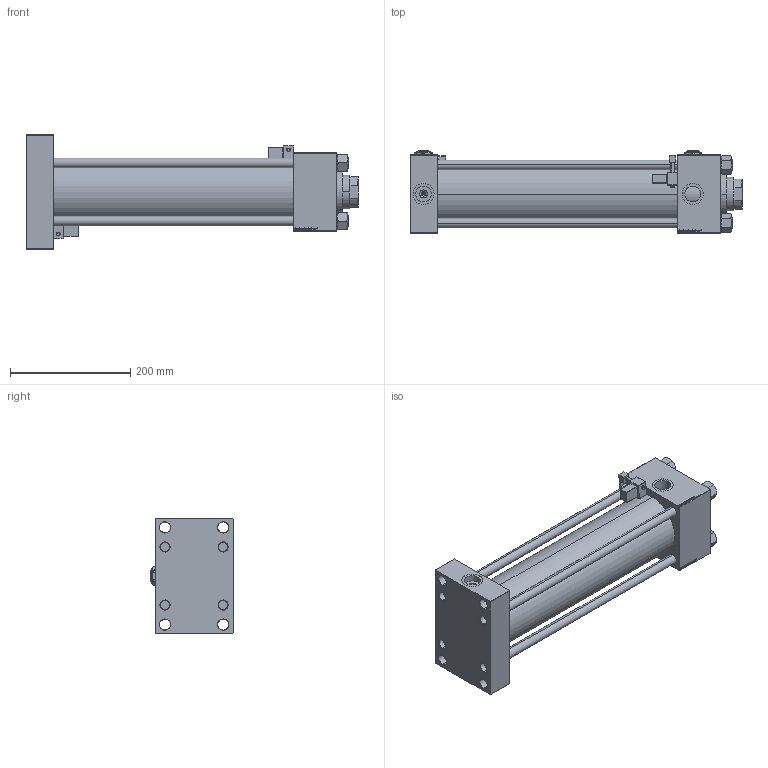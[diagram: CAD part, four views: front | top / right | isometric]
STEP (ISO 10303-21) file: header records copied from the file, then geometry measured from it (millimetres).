
FILE_DESCRIPTION (( 'STEP AP203' ), '1' );
FILE_NAME ('4b7d.STEP', '2023-08-23T16:33:37', ( '' ), ( '' ), 'SwSTEP 2.0', 'SolidWorks 2019', '' );
FILE_SCHEMA (( 'CONFIG_CONTROL_DESIGN' ));
Length unit declared in the file: millimetre
Products named in the file (8): 4b7d; NUT_M5_E 1e558211f58da129853603af7eb7431b; V215CR_TYCINKA_E 1e558211f58da129853603af7eb7431b; V215_VC_A 1e558211f58da129853603af7eb7431b; V215CR_VCP_E 1e558211f58da129853603af7eb7431b; V215CR_E_Body 1e558211f58da129853603af7eb7431b; Zatka_pro_OIL_PORT 1e558211f58da129853603af7eb7431b; V215CR_MSU 1e558211f58da129853603af7eb7431b
Assembly tree (15 placements, depth 2):
  4b7d
    V215CR_E_Body 1e558211f58da129853603af7eb7431b
    V215CR_VCP_E 1e558211f58da129853603af7eb7431b
    V215CR_TYCINKA_E 1e558211f58da129853603af7eb7431b  x4
    NUT_M5_E 1e558211f58da129853603af7eb7431b  x4
    V215_VC_A 1e558211f58da129853603af7eb7431b
    V215CR_MSU 1e558211f58da129853603af7eb7431b  x2
    Zatka_pro_OIL_PORT 1e558211f58da129853603af7eb7431b  x2
Bounding box: 553 x 137 x 190 mm (x, y, z)
Volume: 4220344.7 mm3; surface area: 734733.3 mm2
Topology: 15 solids, 15 shells, 1438 faces, 3605 edges, 2292 vertices
Faces by surface type: plane 651, bspline 392, cone 194, cylinder 157, sphere 24, torus 20
Entity records: 54800 total; most frequent: CARTESIAN_POINT 28232, ORIENTED_EDGE 5900, DIRECTION 3998, EDGE_CURVE 2950, VERTEX_POINT 1916, VECTOR 1722, LINE 1722, EDGE_LOOP 1308
